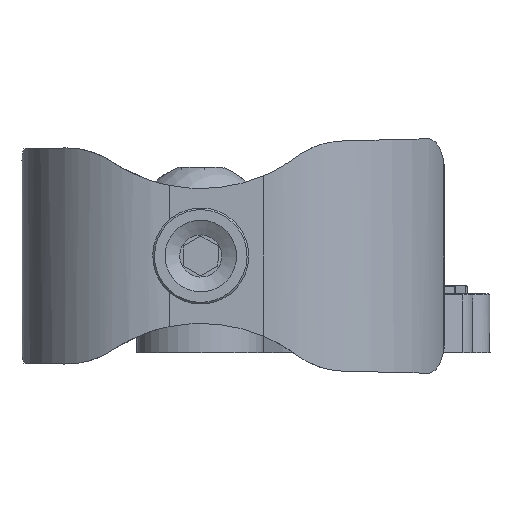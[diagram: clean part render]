
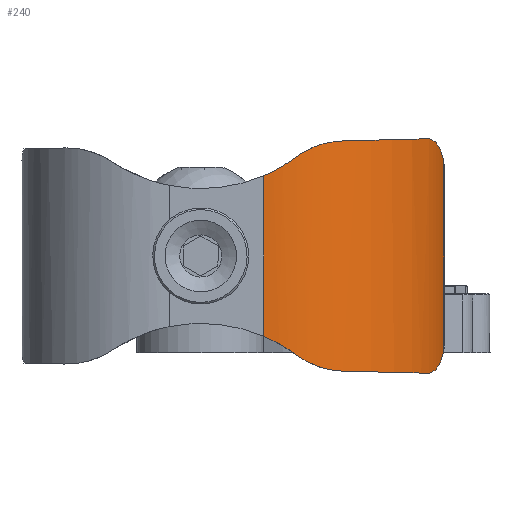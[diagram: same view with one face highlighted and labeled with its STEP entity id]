
A CAD part, left-side view. The second image highlights one B-rep face of the part: STEP entity #240.
In plain terms, the highlighted cylindrical face has radius 22.225 mm (diameter 44.45 mm), a partial arc.
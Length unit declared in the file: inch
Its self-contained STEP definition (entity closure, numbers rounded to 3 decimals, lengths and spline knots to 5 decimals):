
#240 = ADVANCED_FACE ( 'NONE', ( #1430 ), #1429, .T. ) ;
#458 = LINE ( 'NONE', #6002, #465 ) ;
#465 = VECTOR ( 'NONE', #6013, 39.37008 ) ;
#534 = LINE ( 'NONE', #6380, #536 ) ;
#536 = VECTOR ( 'NONE', #6381, 39.37008 ) ;
#1003 = EDGE_LOOP ( 'NONE', ( #3922, #3921, #3920, #3919, #3918, #3917, #3916, #3915, #3914, #3913 ) ) ;
#1429 = CYLINDRICAL_SURFACE ( 'NONE', #4818, 0.875 ) ;
#1430 = FACE_OUTER_BOUND ( 'NONE', #1003, .T. ) ;
#1808 = B_SPLINE_CURVE_WITH_KNOTS ( 'NONE', 3,
 ( #5484, #5468, #5486, #5487 ),
 .UNSPECIFIED., .F., .F.,
 ( 4, 4 ),
 ( 0., 0.00451 ),
 .UNSPECIFIED. ) ;
#1820 = B_SPLINE_CURVE_WITH_KNOTS ( 'NONE', 3,
 ( #5472, #5476, #5477, #5478, #5479, #5480, #5481, #5482 ),
 .UNSPECIFIED., .F., .F.,
 ( 4, 2, 2, 4 ),
 ( 0., 0.00305, 0.00457, 0.0061 ),
 .UNSPECIFIED. ) ;
#2449 = EDGE_CURVE ( 'NONE', #5654, #5882, #7051, .T. ) ;
#2519 = CARTESIAN_POINT ( 'NONE',  ( 0.61542, -1.13071, 0.46522 ) ) ;
#2525 = CARTESIAN_POINT ( 'NONE',  ( 0.62656, -1.13405, 0.45096 ) ) ;
#2526 = CARTESIAN_POINT ( 'NONE',  ( 0.63625, -1.1368, 0.4353 ) ) ;
#2527 = CARTESIAN_POINT ( 'NONE',  ( 0.5905, -1.12256, 0.49102 ) ) ;
#2528 = CARTESIAN_POINT ( 'NONE',  ( 0.57655, -1.11768, 0.50264 ) ) ;
#2529 = CARTESIAN_POINT ( 'NONE',  ( 0.54735, -1.10649, 0.522 ) ) ;
#2530 = CARTESIAN_POINT ( 'NONE',  ( 0.532, -1.10016, 0.5299 ) ) ;
#2531 = CARTESIAN_POINT ( 'NONE',  ( 0.49989, -1.08571, 0.54208 ) ) ;
#2532 = CARTESIAN_POINT ( 'NONE',  ( 0.48364, -1.07782, 0.54616 ) ) ;
#2533 = CARTESIAN_POINT ( 'NONE',  ( 0.46727, -1.0692, 0.54829 ) ) ;
#2612 = CARTESIAN_POINT ( 'NONE',  ( 0.63625, -1.1368, -0.4353 ) ) ;
#2672 = CARTESIAN_POINT ( 'NONE',  ( 0.46727, -1.0692, -0.54829 ) ) ;
#2708 = CARTESIAN_POINT ( 'NONE',  ( 0.46727, -1.0692, -0.54829 ) ) ;
#2719 = CARTESIAN_POINT ( 'NONE',  ( 0.48364, -1.07782, -0.54616 ) ) ;
#2724 = CARTESIAN_POINT ( 'NONE',  ( 0.49978, -1.08566, -0.5421 ) ) ;
#2725 = CARTESIAN_POINT ( 'NONE',  ( 0.53149, -1.09994, -0.53012 ) ) ;
#2726 = CARTESIAN_POINT ( 'NONE',  ( 0.5472, -1.10643, -0.52208 ) ) ;
#2727 = CARTESIAN_POINT ( 'NONE',  ( 0.57641, -1.11763, -0.50274 ) ) ;
#2728 = CARTESIAN_POINT ( 'NONE',  ( 0.59011, -1.12243, -0.49139 ) ) ;
#2729 = CARTESIAN_POINT ( 'NONE',  ( 0.61536, -1.1307, -0.46531 ) ) ;
#2730 = CARTESIAN_POINT ( 'NONE',  ( 0.62656, -1.13405, -0.45096 ) ) ;
#2731 = CARTESIAN_POINT ( 'NONE',  ( 0.63625, -1.1368, -0.4353 ) ) ;
#2912 = CARTESIAN_POINT ( 'NONE',  ( 0.63625, -1.1368, 0.4353 ) ) ;
#2929 = CARTESIAN_POINT ( 'NONE',  ( 0.08114, -0.66297, -0.53799 ) ) ;
#2944 = CARTESIAN_POINT ( 'NONE',  ( 0.08114, -0.66297, 0.53799 ) ) ;
#2986 = CARTESIAN_POINT ( 'NONE',  ( 0.01354, -0.44832, 0.46374 ) ) ;
#2988 = CARTESIAN_POINT ( 'NONE',  ( 0.01354, -0.44832, -0.46374 ) ) ;
#2998 = CARTESIAN_POINT ( 'NONE',  ( 0., -0.295, -0.37545 ) ) ;
#3003 = CARTESIAN_POINT ( 'NONE',  ( 0., -0.295, 0.37545 ) ) ;
#3012 = CARTESIAN_POINT ( 'NONE',  ( 0.46727, -1.0692, 0.54829 ) ) ;
#3190 = DIRECTION ( 'NONE',  ( 1., 0., 0. ) ) ;
#3216 = CARTESIAN_POINT ( 'NONE',  ( 0.875, -0.295, 0. ) ) ;
#3485 = DIRECTION ( 'NONE',  ( 0., 0., 1. ) ) ;
#3913 = ORIENTED_EDGE ( 'NONE', *, *, #6841, .T. ) ;
#3914 = ORIENTED_EDGE ( 'NONE', *, *, #6865, .T. ) ;
#3915 = ORIENTED_EDGE ( 'NONE', *, *, #8226, .T. ) ;
#3916 = ORIENTED_EDGE ( 'NONE', *, *, #6909, .T. ) ;
#3917 = ORIENTED_EDGE ( 'NONE', *, *, #8190, .T. ) ;
#3918 = ORIENTED_EDGE ( 'NONE', *, *, #8188, .T. ) ;
#3919 = ORIENTED_EDGE ( 'NONE', *, *, #6818, .T. ) ;
#3920 = ORIENTED_EDGE ( 'NONE', *, *, #2449, .T. ) ;
#3921 = ORIENTED_EDGE ( 'NONE', *, *, #6833, .T. ) ;
#3922 = ORIENTED_EDGE ( 'NONE', *, *, #4837, .T. ) ;
#4084 = VERTEX_POINT ( 'NONE', #2612 ) ;
#4144 = VERTEX_POINT ( 'NONE', #2672 ) ;
#4550 = CARTESIAN_POINT ( 'NONE',  ( 0.00511, -0.40095, -0.42842 ) ) ;
#4551 = CARTESIAN_POINT ( 'NONE',  ( 0.01354, -0.44832, -0.46374 ) ) ;
#4818 = AXIS2_PLACEMENT_3D ( 'NONE', #3216, #3485, #3190 ) ;
#4837 = EDGE_CURVE ( 'NONE', #4144, #4084, #7044, .T. ) ;
#5468 = CARTESIAN_POINT ( 'NONE',  ( 0.00511, -0.40095, 0.42842 ) ) ;
#5472 = CARTESIAN_POINT ( 'NONE',  ( 0.08114, -0.66297, 0.53799 ) ) ;
#5476 = CARTESIAN_POINT ( 'NONE',  ( 0.06408, -0.62618, 0.53706 ) ) ;
#5477 = CARTESIAN_POINT ( 'NONE',  ( 0.05005, -0.58922, 0.53082 ) ) ;
#5478 = CARTESIAN_POINT ( 'NONE',  ( 0.03304, -0.53394, 0.51213 ) ) ;
#5479 = CARTESIAN_POINT ( 'NONE',  ( 0.02816, -0.51593, 0.50444 ) ) ;
#5480 = CARTESIAN_POINT ( 'NONE',  ( 0.01986, -0.4812, 0.48626 ) ) ;
#5481 = CARTESIAN_POINT ( 'NONE',  ( 0.0164, -0.46443, 0.47575 ) ) ;
#5482 = CARTESIAN_POINT ( 'NONE',  ( 0.01354, -0.44832, 0.46374 ) ) ;
#5484 = CARTESIAN_POINT ( 'NONE',  ( 0.01354, -0.44832, 0.46374 ) ) ;
#5486 = CARTESIAN_POINT ( 'NONE',  ( 0., -0.34992, 0.39895 ) ) ;
#5487 = CARTESIAN_POINT ( 'NONE',  ( 0., -0.295, 0.37545 ) ) ;
#5584 = CARTESIAN_POINT ( 'NONE',  ( 0., -0.295, -0.37545 ) ) ;
#5585 = CARTESIAN_POINT ( 'NONE',  ( 0., -0.34992, -0.39895 ) ) ;
#5654 = VERTEX_POINT ( 'NONE', #2912 ) ;
#5701 = VERTEX_POINT ( 'NONE', #2929 ) ;
#5733 = VERTEX_POINT ( 'NONE', #2944 ) ;
#5850 = VERTEX_POINT ( 'NONE', #2986 ) ;
#5854 = VERTEX_POINT ( 'NONE', #2988 ) ;
#5865 = VERTEX_POINT ( 'NONE', #2998 ) ;
#5872 = VERTEX_POINT ( 'NONE', #3003 ) ;
#5882 = VERTEX_POINT ( 'NONE', #3012 ) ;
#5927 = CARTESIAN_POINT ( 'NONE',  ( 0.29596, -0.97897, 0.546 ) ) ;
#5928 = CARTESIAN_POINT ( 'NONE',  ( 0.46727, -1.0692, 0.54829 ) ) ;
#5932 = CARTESIAN_POINT ( 'NONE',  ( 0.16256, -0.83864, 0.54244 ) ) ;
#5933 = CARTESIAN_POINT ( 'NONE',  ( 0.08114, -0.66297, 0.53799 ) ) ;
#6002 = CARTESIAN_POINT ( 'NONE',  ( 0.63625, -1.1368, 0. ) ) ;
#6013 = DIRECTION ( 'NONE',  ( 0., 0., 1. ) ) ;
#6032 = CARTESIAN_POINT ( 'NONE',  ( 0.16256, -0.83864, -0.54244 ) ) ;
#6033 = CARTESIAN_POINT ( 'NONE',  ( 0.08114, -0.66297, -0.53799 ) ) ;
#6037 = CARTESIAN_POINT ( 'NONE',  ( 0.29596, -0.97897, -0.546 ) ) ;
#6038 = CARTESIAN_POINT ( 'NONE',  ( 0.46727, -1.0692, -0.54829 ) ) ;
#6115 = CARTESIAN_POINT ( 'NONE',  ( 0.01354, -0.44832, -0.46374 ) ) ;
#6120 = CARTESIAN_POINT ( 'NONE',  ( 0.01927, -0.48054, -0.48777 ) ) ;
#6121 = CARTESIAN_POINT ( 'NONE',  ( 0.02732, -0.51533, -0.50582 ) ) ;
#6122 = CARTESIAN_POINT ( 'NONE',  ( 0.05001, -0.58911, -0.5308 ) ) ;
#6123 = CARTESIAN_POINT ( 'NONE',  ( 0.06408, -0.62618, -0.53706 ) ) ;
#6124 = CARTESIAN_POINT ( 'NONE',  ( 0.08114, -0.66297, -0.53799 ) ) ;
#6380 = CARTESIAN_POINT ( 'NONE',  ( 0., -0.295, 0. ) ) ;
#6381 = DIRECTION ( 'NONE',  ( 0., 0., -1. ) ) ;
#6818 = EDGE_CURVE ( 'NONE', #5882, #5733, #8238, .T. ) ;
#6833 = EDGE_CURVE ( 'NONE', #4084, #5654, #458, .T. ) ;
#6841 = EDGE_CURVE ( 'NONE', #5701, #4144, #8269, .T. ) ;
#6865 = EDGE_CURVE ( 'NONE', #5854, #5701, #8259, .T. ) ;
#6909 = EDGE_CURVE ( 'NONE', #5872, #5865, #534, .T. ) ;
#7044 = B_SPLINE_CURVE_WITH_KNOTS ( 'NONE', 3,
 ( #2708, #2719, #2724, #2725, #2726, #2727, #2728, #2729, #2730, #2731 ),
 .UNSPECIFIED., .F., .F.,
 ( 4, 2, 2, 2, 4 ),
 ( 0., 0.0014, 0.0028, 0.0042, 0.0056 ),
 .UNSPECIFIED. ) ;
#7051 = B_SPLINE_CURVE_WITH_KNOTS ( 'NONE', 3,
 ( #2526, #2525, #2519, #2527, #2528, #2529, #2530, #2531, #2532, #2533 ),
 .UNSPECIFIED., .F., .F.,
 ( 4, 2, 2, 2, 4 ),
 ( 0., 0.0014, 0.0028, 0.0042, 0.0056 ),
 .UNSPECIFIED. ) ;
#8009 = B_SPLINE_CURVE_WITH_KNOTS ( 'NONE', 3,
 ( #5584, #5585, #4550, #4551 ),
 .UNSPECIFIED., .F., .F.,
 ( 4, 4 ),
 ( 0., 0.00451 ),
 .UNSPECIFIED. ) ;
#8188 = EDGE_CURVE ( 'NONE', #5733, #5850, #1820, .T. ) ;
#8190 = EDGE_CURVE ( 'NONE', #5850, #5872, #1808, .T. ) ;
#8226 = EDGE_CURVE ( 'NONE', #5865, #5854, #8009, .T. ) ;
#8238 =( BOUNDED_CURVE ( )  B_SPLINE_CURVE ( 3, ( #5928, #5927, #5932, #5933 ),
 .UNSPECIFIED., .F., .F. ) 
 B_SPLINE_CURVE_WITH_KNOTS ( ( 4, 4 ),
 ( 0.48474, 1.13676 ),
 .UNSPECIFIED. ) 
 CURVE ( )  GEOMETRIC_REPRESENTATION_ITEM ( )  RATIONAL_B_SPLINE_CURVE ( ( 1., 0.965, 0.965, 1. ) ) 
 REPRESENTATION_ITEM ( '' )  );
#8259 = B_SPLINE_CURVE_WITH_KNOTS ( 'NONE', 3,
 ( #6115, #6120, #6121, #6122, #6123, #6124 ),
 .UNSPECIFIED., .F., .F.,
 ( 4, 2, 4 ),
 ( 0., 0.00305, 0.0061 ),
 .UNSPECIFIED. ) ;
#8269 =( BOUNDED_CURVE ( )  B_SPLINE_CURVE ( 3, ( #6033, #6032, #6037, #6038 ),
 .UNSPECIFIED., .F., .T. ) 
 B_SPLINE_CURVE_WITH_KNOTS ( ( 4, 4 ),
 ( 2.00484, 2.65685 ),
 .UNSPECIFIED. ) 
 CURVE ( )  GEOMETRIC_REPRESENTATION_ITEM ( )  RATIONAL_B_SPLINE_CURVE ( ( 1., 0.965, 0.965, 1. ) ) 
 REPRESENTATION_ITEM ( '' )  );
